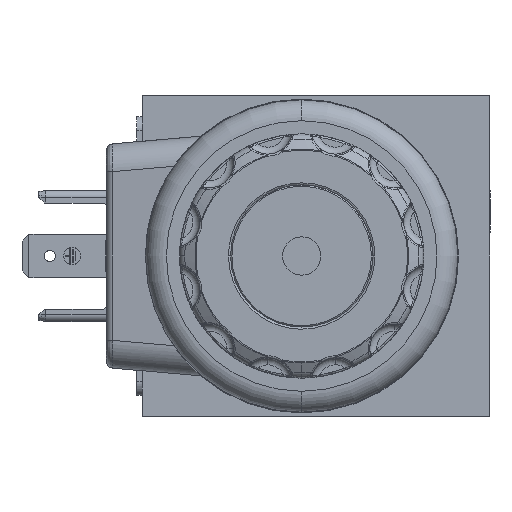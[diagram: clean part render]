
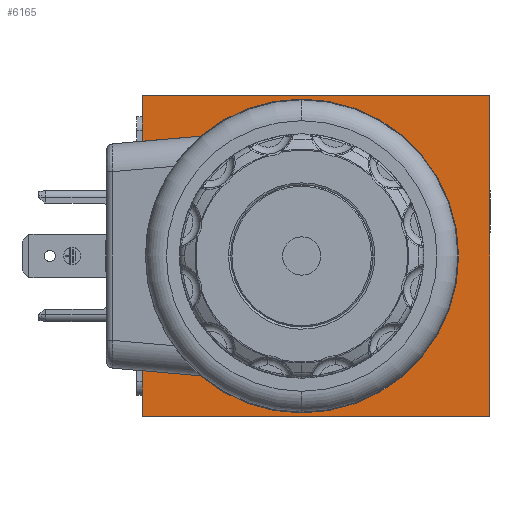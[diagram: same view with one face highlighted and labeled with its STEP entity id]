
A CAD part, left-side view. The second image highlights one B-rep face of the part: STEP entity #6165.
In plain terms, the highlighted planar face has unit normal (-1, 0, 0).
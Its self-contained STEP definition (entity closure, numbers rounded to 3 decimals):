
#82 = CARTESIAN_POINT ( 'NONE',  ( -36., 49.85, 0. ) ) ;
#794 = EDGE_CURVE ( 'NONE', #29484, #42144, #27768, .T. ) ;
#939 = CARTESIAN_POINT ( 'NONE',  ( -36., 49.85, 16.451 ) ) ;
#1557 = VERTEX_POINT ( 'NONE', #27345 ) ;
#2757 = EDGE_CURVE ( 'NONE', #31548, #42324, #11023, .T. ) ;
#2997 = CARTESIAN_POINT ( 'NONE',  ( -36., 49.85, -16.451 ) ) ;
#3197 = ORIENTED_EDGE ( 'NONE', *, *, #12504, .F. ) ;
#3520 = CARTESIAN_POINT ( 'NONE',  ( -36., 41.531, 17.178 ) ) ;
#4091 = DIRECTION ( 'NONE',  ( 0., 0., -1. ) ) ;
#4728 = VECTOR ( 'NONE', #18003, 1000. ) ;
#4819 = CIRCLE ( 'NONE', #25561, 22.5 ) ;
#5189 = DIRECTION ( 'NONE',  ( 0., -1., 0. ) ) ;
#5521 = DIRECTION ( 'NONE',  ( 0., 1., 0. ) ) ;
#5814 = FACE_OUTER_BOUND ( 'NONE', #33801, .T. ) ;
#6165 = ADVANCED_FACE ( 'NONE', ( #5814 ), #39003, .F. ) ;
#6776 = DIRECTION ( 'NONE',  ( 0., 0., 1. ) ) ;
#6929 = VECTOR ( 'NONE', #17547, 1000. ) ;
#7012 = CARTESIAN_POINT ( 'NONE',  ( -36., 49.85, 23. ) ) ;
#7120 = CARTESIAN_POINT ( 'NONE',  ( -36., 0., -23. ) ) ;
#7341 = DIRECTION ( 'NONE',  ( 0., 1., 0. ) ) ;
#7745 = ORIENTED_EDGE ( 'NONE', *, *, #30213, .F. ) ;
#7772 = EDGE_CURVE ( 'NONE', #31548, #23580, #19133, .T. ) ;
#8049 = CARTESIAN_POINT ( 'NONE',  ( -36., 41.531, 17.178 ) ) ;
#8077 = AXIS2_PLACEMENT_3D ( 'NONE', #41215, #14541, #21452 ) ;
#9292 = DIRECTION ( 'NONE',  ( 0., 0., -1. ) ) ;
#9704 = VERTEX_POINT ( 'NONE', #939 ) ;
#11023 = LINE ( 'NONE', #7120, #24396 ) ;
#11079 = CARTESIAN_POINT ( 'NONE',  ( -36., 0., -23. ) ) ;
#11454 = CARTESIAN_POINT ( 'NONE',  ( -36., 49.85, -23. ) ) ;
#12504 = EDGE_CURVE ( 'NONE', #1557, #29484, #15869, .T. ) ;
#12507 = ORIENTED_EDGE ( 'NONE', *, *, #32166, .F. ) ;
#12816 = CARTESIAN_POINT ( 'NONE',  ( -36., 41.531, -17.178 ) ) ;
#12883 = DIRECTION ( 'NONE',  ( 0., 0., 1. ) ) ;
#13069 = CARTESIAN_POINT ( 'NONE',  ( -36., 49.85, 0. ) ) ;
#14541 = DIRECTION ( 'NONE',  ( -1., 0., 0. ) ) ;
#15665 = VECTOR ( 'NONE', #12883, 1000. ) ;
#15869 = LINE ( 'NONE', #13069, #38903 ) ;
#17547 = DIRECTION ( 'NONE',  ( 0., -0.996, -0.087 ) ) ;
#18003 = DIRECTION ( 'NONE',  ( 0., 0.996, -0.087 ) ) ;
#18012 = VERTEX_POINT ( 'NONE', #3520 ) ;
#18366 = CARTESIAN_POINT ( 'NONE',  ( -36., 49.85, -23. ) ) ;
#18542 = ORIENTED_EDGE ( 'NONE', *, *, #7772, .T. ) ;
#18799 = DIRECTION ( 'NONE',  ( -1., 0., 0. ) ) ;
#19133 = LINE ( 'NONE', #29363, #21934 ) ;
#19593 = CARTESIAN_POINT ( 'NONE',  ( -36., 0., 23. ) ) ;
#21452 = DIRECTION ( 'NONE',  ( 0., -1., 0. ) ) ;
#21634 = CARTESIAN_POINT ( 'NONE',  ( -36., 27., 0. ) ) ;
#21934 = VECTOR ( 'NONE', #5521, 1000. ) ;
#23580 = VERTEX_POINT ( 'NONE', #7012 ) ;
#23988 = CIRCLE ( 'NONE', #8077, 22.5 ) ;
#24396 = VECTOR ( 'NONE', #4091, 1000. ) ;
#25561 = AXIS2_PLACEMENT_3D ( 'NONE', #21634, #18799, #5189 ) ;
#26093 = VERTEX_POINT ( 'NONE', #27747 ) ;
#26335 = LINE ( 'NONE', #82, #15665 ) ;
#27345 = CARTESIAN_POINT ( 'NONE',  ( -36., 49.85, -23. ) ) ;
#27747 = CARTESIAN_POINT ( 'NONE',  ( -36., 4.5, 0. ) ) ;
#27768 = LINE ( 'NONE', #40995, #6929 ) ;
#27874 = ORIENTED_EDGE ( 'NONE', *, *, #41359, .F. ) ;
#28038 = AXIS2_PLACEMENT_3D ( 'NONE', #18366, #31634, #9292 ) ;
#28520 = EDGE_CURVE ( 'NONE', #42144, #26093, #4819, .T. ) ;
#29363 = CARTESIAN_POINT ( 'NONE',  ( -36., 49.85, 23. ) ) ;
#29484 = VERTEX_POINT ( 'NONE', #2997 ) ;
#30213 = EDGE_CURVE ( 'NONE', #42324, #1557, #37717, .T. ) ;
#31500 = EDGE_CURVE ( 'NONE', #9704, #23580, #26335, .T. ) ;
#31548 = VERTEX_POINT ( 'NONE', #19593 ) ;
#31634 = DIRECTION ( 'NONE',  ( 1., 0., 0. ) ) ;
#32166 = EDGE_CURVE ( 'NONE', #26093, #18012, #23988, .T. ) ;
#33382 = ORIENTED_EDGE ( 'NONE', *, *, #2757, .F. ) ;
#33801 = EDGE_LOOP ( 'NONE', ( #39854, #41391, #3197, #7745, #33382, #18542, #42519, #27874, #12507 ) ) ;
#37717 = LINE ( 'NONE', #11454, #39567 ) ;
#37792 = LINE ( 'NONE', #8049, #4728 ) ;
#38903 = VECTOR ( 'NONE', #6776, 1000. ) ;
#39003 = PLANE ( 'NONE',  #28038 ) ;
#39567 = VECTOR ( 'NONE', #7341, 1000. ) ;
#39854 = ORIENTED_EDGE ( 'NONE', *, *, #28520, .F. ) ;
#40995 = CARTESIAN_POINT ( 'NONE',  ( -36., 49.85, -16.451 ) ) ;
#41215 = CARTESIAN_POINT ( 'NONE',  ( -36., 27., 0. ) ) ;
#41359 = EDGE_CURVE ( 'NONE', #18012, #9704, #37792, .T. ) ;
#41391 = ORIENTED_EDGE ( 'NONE', *, *, #794, .F. ) ;
#42144 = VERTEX_POINT ( 'NONE', #12816 ) ;
#42324 = VERTEX_POINT ( 'NONE', #11079 ) ;
#42519 = ORIENTED_EDGE ( 'NONE', *, *, #31500, .F. ) ;
